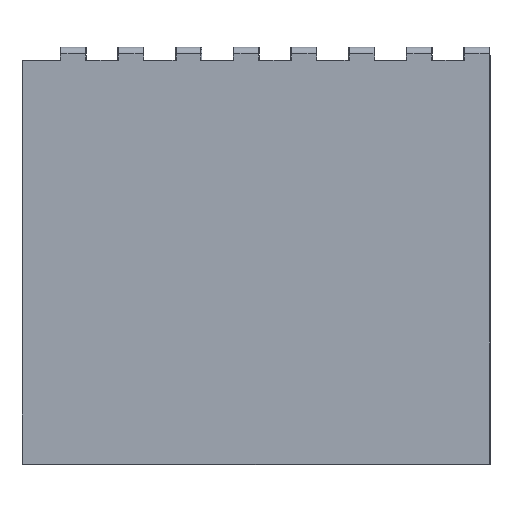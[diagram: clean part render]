
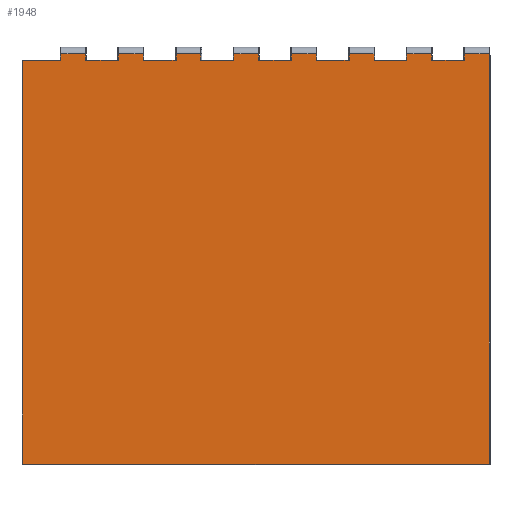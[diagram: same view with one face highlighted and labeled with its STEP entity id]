
A CAD part, top view. The second image highlights one B-rep face of the part: STEP entity #1948.
In plain terms, the highlighted planar face has unit normal (0, 0, 1).
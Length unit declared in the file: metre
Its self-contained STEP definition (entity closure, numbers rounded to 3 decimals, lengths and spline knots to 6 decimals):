
#344=ORIENTED_EDGE('',*,*,#939,.T.);
#345=ORIENTED_EDGE('',*,*,#940,.T.);
#346=ORIENTED_EDGE('',*,*,#941,.F.);
#347=ORIENTED_EDGE('',*,*,#942,.T.);
#348=ORIENTED_EDGE('',*,*,#925,.T.);
#349=ORIENTED_EDGE('',*,*,#943,.T.);
#350=ORIENTED_EDGE('',*,*,#944,.F.);
#351=ORIENTED_EDGE('',*,*,#945,.T.);
#352=ORIENTED_EDGE('',*,*,#917,.T.);
#353=ORIENTED_EDGE('',*,*,#946,.T.);
#354=ORIENTED_EDGE('',*,*,#947,.F.);
#355=ORIENTED_EDGE('',*,*,#948,.T.);
#356=ORIENTED_EDGE('',*,*,#909,.T.);
#357=ORIENTED_EDGE('',*,*,#949,.T.);
#358=ORIENTED_EDGE('',*,*,#950,.F.);
#359=ORIENTED_EDGE('',*,*,#951,.T.);
#360=ORIENTED_EDGE('',*,*,#901,.T.);
#361=ORIENTED_EDGE('',*,*,#952,.T.);
#362=ORIENTED_EDGE('',*,*,#953,.F.);
#363=ORIENTED_EDGE('',*,*,#954,.T.);
#364=ORIENTED_EDGE('',*,*,#893,.T.);
#365=ORIENTED_EDGE('',*,*,#955,.T.);
#366=ORIENTED_EDGE('',*,*,#956,.F.);
#367=ORIENTED_EDGE('',*,*,#957,.T.);
#368=ORIENTED_EDGE('',*,*,#885,.T.);
#369=ORIENTED_EDGE('',*,*,#958,.T.);
#370=ORIENTED_EDGE('',*,*,#959,.F.);
#371=ORIENTED_EDGE('',*,*,#960,.T.);
#372=ORIENTED_EDGE('',*,*,#877,.T.);
#373=ORIENTED_EDGE('',*,*,#961,.T.);
#374=ORIENTED_EDGE('',*,*,#962,.F.);
#375=ORIENTED_EDGE('',*,*,#963,.T.);
#376=ORIENTED_EDGE('',*,*,#869,.T.);
#377=ORIENTED_EDGE('',*,*,#964,.T.);
#869=EDGE_CURVE('',#1167,#1166,#1351,.T.);
#877=EDGE_CURVE('',#1175,#1174,#1355,.T.);
#885=EDGE_CURVE('',#1183,#1182,#1359,.T.);
#893=EDGE_CURVE('',#1191,#1190,#1363,.T.);
#901=EDGE_CURVE('',#1199,#1198,#1367,.T.);
#909=EDGE_CURVE('',#1207,#1206,#1371,.T.);
#917=EDGE_CURVE('',#1215,#1214,#1375,.T.);
#925=EDGE_CURVE('',#1223,#1222,#1379,.T.);
#939=EDGE_CURVE('',#1236,#1237,#1391,.F.);
#940=EDGE_CURVE('',#1237,#1238,#1392,.F.);
#941=EDGE_CURVE('',#1239,#1238,#1393,.T.);
#942=EDGE_CURVE('',#1239,#1223,#1394,.F.);
#943=EDGE_CURVE('',#1222,#1240,#1395,.T.);
#944=EDGE_CURVE('',#1241,#1240,#1396,.T.);
#945=EDGE_CURVE('',#1241,#1215,#1397,.F.);
#946=EDGE_CURVE('',#1214,#1242,#1398,.T.);
#947=EDGE_CURVE('',#1243,#1242,#1399,.T.);
#948=EDGE_CURVE('',#1243,#1207,#1400,.F.);
#949=EDGE_CURVE('',#1206,#1244,#1401,.T.);
#950=EDGE_CURVE('',#1245,#1244,#1402,.T.);
#951=EDGE_CURVE('',#1245,#1199,#1403,.F.);
#952=EDGE_CURVE('',#1198,#1246,#1404,.T.);
#953=EDGE_CURVE('',#1247,#1246,#1405,.T.);
#954=EDGE_CURVE('',#1247,#1191,#1406,.F.);
#955=EDGE_CURVE('',#1190,#1248,#1407,.T.);
#956=EDGE_CURVE('',#1249,#1248,#1408,.T.);
#957=EDGE_CURVE('',#1249,#1183,#1409,.F.);
#958=EDGE_CURVE('',#1182,#1250,#1410,.T.);
#959=EDGE_CURVE('',#1251,#1250,#1411,.T.);
#960=EDGE_CURVE('',#1251,#1175,#1412,.F.);
#961=EDGE_CURVE('',#1174,#1252,#1413,.T.);
#962=EDGE_CURVE('',#1253,#1252,#1414,.T.);
#963=EDGE_CURVE('',#1253,#1167,#1415,.F.);
#964=EDGE_CURVE('',#1166,#1236,#1416,.T.);
#1166=VERTEX_POINT('',#3039);
#1167=VERTEX_POINT('',#3041);
#1174=VERTEX_POINT('',#3055);
#1175=VERTEX_POINT('',#3057);
#1182=VERTEX_POINT('',#3071);
#1183=VERTEX_POINT('',#3073);
#1190=VERTEX_POINT('',#3087);
#1191=VERTEX_POINT('',#3089);
#1198=VERTEX_POINT('',#3103);
#1199=VERTEX_POINT('',#3105);
#1206=VERTEX_POINT('',#3119);
#1207=VERTEX_POINT('',#3121);
#1214=VERTEX_POINT('',#3135);
#1215=VERTEX_POINT('',#3137);
#1222=VERTEX_POINT('',#3151);
#1223=VERTEX_POINT('',#3153);
#1236=VERTEX_POINT('',#3183);
#1237=VERTEX_POINT('',#3184);
#1238=VERTEX_POINT('',#3186);
#1239=VERTEX_POINT('',#3188);
#1240=VERTEX_POINT('',#3191);
#1241=VERTEX_POINT('',#3193);
#1242=VERTEX_POINT('',#3196);
#1243=VERTEX_POINT('',#3198);
#1244=VERTEX_POINT('',#3201);
#1245=VERTEX_POINT('',#3203);
#1246=VERTEX_POINT('',#3206);
#1247=VERTEX_POINT('',#3208);
#1248=VERTEX_POINT('',#3211);
#1249=VERTEX_POINT('',#3213);
#1250=VERTEX_POINT('',#3216);
#1251=VERTEX_POINT('',#3218);
#1252=VERTEX_POINT('',#3221);
#1253=VERTEX_POINT('',#3223);
#1351=LINE('',#3040,#1491);
#1355=LINE('',#3056,#1495);
#1359=LINE('',#3072,#1499);
#1363=LINE('',#3088,#1503);
#1367=LINE('',#3104,#1507);
#1371=LINE('',#3120,#1511);
#1375=LINE('',#3136,#1515);
#1379=LINE('',#3152,#1519);
#1391=LINE('',#3182,#1531);
#1392=LINE('',#3185,#1532);
#1393=LINE('',#3187,#1533);
#1394=LINE('',#3189,#1534);
#1395=LINE('',#3190,#1535);
#1396=LINE('',#3192,#1536);
#1397=LINE('',#3194,#1537);
#1398=LINE('',#3195,#1538);
#1399=LINE('',#3197,#1539);
#1400=LINE('',#3199,#1540);
#1401=LINE('',#3200,#1541);
#1402=LINE('',#3202,#1542);
#1403=LINE('',#3204,#1543);
#1404=LINE('',#3205,#1544);
#1405=LINE('',#3207,#1545);
#1406=LINE('',#3209,#1546);
#1407=LINE('',#3210,#1547);
#1408=LINE('',#3212,#1548);
#1409=LINE('',#3214,#1549);
#1410=LINE('',#3215,#1550);
#1411=LINE('',#3217,#1551);
#1412=LINE('',#3219,#1552);
#1413=LINE('',#3220,#1553);
#1414=LINE('',#3222,#1554);
#1415=LINE('',#3224,#1555);
#1416=LINE('',#3225,#1556);
#1491=VECTOR('',#2363,1.);
#1495=VECTOR('',#2375,1.);
#1499=VECTOR('',#2387,1.);
#1503=VECTOR('',#2399,1.);
#1507=VECTOR('',#2411,1.);
#1511=VECTOR('',#2423,1.);
#1515=VECTOR('',#2435,1.);
#1519=VECTOR('',#2447,1.);
#1531=VECTOR('',#2469,1.);
#1532=VECTOR('',#2470,1.);
#1533=VECTOR('',#2471,1.);
#1534=VECTOR('',#2472,1.);
#1535=VECTOR('',#2473,1.);
#1536=VECTOR('',#2474,1.);
#1537=VECTOR('',#2475,1.);
#1538=VECTOR('',#2476,1.);
#1539=VECTOR('',#2477,1.);
#1540=VECTOR('',#2478,1.);
#1541=VECTOR('',#2479,1.);
#1542=VECTOR('',#2480,1.);
#1543=VECTOR('',#2481,1.);
#1544=VECTOR('',#2482,1.);
#1545=VECTOR('',#2483,1.);
#1546=VECTOR('',#2484,1.);
#1547=VECTOR('',#2485,1.);
#1548=VECTOR('',#2486,1.);
#1549=VECTOR('',#2487,1.);
#1550=VECTOR('',#2488,1.);
#1551=VECTOR('',#2489,1.);
#1552=VECTOR('',#2490,1.);
#1553=VECTOR('',#2491,1.);
#1554=VECTOR('',#2492,1.);
#1555=VECTOR('',#2493,1.);
#1556=VECTOR('',#2494,1.);
#1625=EDGE_LOOP('',(#344,#345,#346,#347,#348,#349,#350,#351,#352,#353,#354,
#355,#356,#357,#358,#359,#360,#361,#362,#363,#364,#365,#366,#367,#368,#369,
#370,#371,#372,#373,#374,#375,#376,#377));
#1771=FACE_BOUND('',#1625,.T.);
#1917=PLANE('',#2115);
#1948=ADVANCED_FACE('',(#1771),#1917,.T.);
#2115=AXIS2_PLACEMENT_3D('',#3181,#2467,#2468);
#2363=DIRECTION('',(-1.,0.,0.));
#2375=DIRECTION('',(-1.,0.,0.));
#2387=DIRECTION('',(-1.,0.,0.));
#2399=DIRECTION('',(-1.,0.,0.));
#2411=DIRECTION('',(-1.,0.,0.));
#2423=DIRECTION('',(-1.,0.,0.));
#2435=DIRECTION('',(-1.,0.,0.));
#2447=DIRECTION('',(-1.,0.,0.));
#2467=DIRECTION('',(0.,0.,1.));
#2468=DIRECTION('',(1.,0.,0.));
#2469=DIRECTION('',(-1.,0.,0.));
#2470=DIRECTION('',(0.,-1.,0.));
#2471=DIRECTION('',(1.,0.,0.));
#2472=DIRECTION('',(0.,1.,0.));
#2473=DIRECTION('',(0.,1.,0.));
#2474=DIRECTION('',(1.,0.,0.));
#2475=DIRECTION('',(0.,1.,0.));
#2476=DIRECTION('',(0.,1.,0.));
#2477=DIRECTION('',(1.,0.,0.));
#2478=DIRECTION('',(0.,1.,0.));
#2479=DIRECTION('',(0.,1.,0.));
#2480=DIRECTION('',(1.,0.,0.));
#2481=DIRECTION('',(0.,1.,0.));
#2482=DIRECTION('',(0.,1.,0.));
#2483=DIRECTION('',(1.,0.,0.));
#2484=DIRECTION('',(0.,1.,0.));
#2485=DIRECTION('',(0.,1.,0.));
#2486=DIRECTION('',(1.,0.,0.));
#2487=DIRECTION('',(0.,1.,0.));
#2488=DIRECTION('',(0.,1.,0.));
#2489=DIRECTION('',(1.,0.,0.));
#2490=DIRECTION('',(0.,1.,0.));
#2491=DIRECTION('',(0.,1.,0.));
#2492=DIRECTION('',(1.,0.,0.));
#2493=DIRECTION('',(0.,1.,0.));
#2494=DIRECTION('',(0.,-1.,0.));
#3039=CARTESIAN_POINT('',(-0.089015,0.077136,0.003));
#3040=CARTESIAN_POINT('',(0.,0.077136,0.003));
#3041=CARTESIAN_POINT('',(-0.074486,0.077136,0.003));
#3055=CARTESIAN_POINT('',(-0.064986,0.077136,0.003));
#3056=CARTESIAN_POINT('',(0.,0.077136,0.003));
#3057=CARTESIAN_POINT('',(-0.052486,0.077136,0.003));
#3071=CARTESIAN_POINT('',(-0.042986,0.077136,0.003));
#3072=CARTESIAN_POINT('',(0.,0.077136,0.003));
#3073=CARTESIAN_POINT('',(-0.030486,0.077136,0.003));
#3087=CARTESIAN_POINT('',(-0.020986,0.077136,0.003));
#3088=CARTESIAN_POINT('',(0.,0.077136,0.003));
#3089=CARTESIAN_POINT('',(-0.008486,0.077136,0.003));
#3103=CARTESIAN_POINT('',(0.001015,0.077136,0.003));
#3104=CARTESIAN_POINT('',(0.,0.077136,0.003));
#3105=CARTESIAN_POINT('',(0.013515,0.077136,0.003));
#3119=CARTESIAN_POINT('',(0.023015,0.077136,0.003));
#3120=CARTESIAN_POINT('',(0.,0.077136,0.003));
#3121=CARTESIAN_POINT('',(0.035515,0.077136,0.003));
#3135=CARTESIAN_POINT('',(0.045015,0.077136,0.003));
#3136=CARTESIAN_POINT('',(0.,0.077136,0.003));
#3137=CARTESIAN_POINT('',(0.057515,0.077136,0.003));
#3151=CARTESIAN_POINT('',(0.067015,0.077136,0.003));
#3152=CARTESIAN_POINT('',(0.,0.077136,0.003));
#3153=CARTESIAN_POINT('',(0.079515,0.077136,0.003));
#3181=CARTESIAN_POINT('',(0.,0.,0.003));
#3182=CARTESIAN_POINT('',(0.,-0.076886,0.003));
#3183=CARTESIAN_POINT('',(-0.089015,-0.076886,0.003));
#3184=CARTESIAN_POINT('',(0.089015,-0.076886,0.003));
#3185=CARTESIAN_POINT('',(0.089015,0.,0.003));
#3186=CARTESIAN_POINT('',(0.089015,0.079636,0.003));
#3187=CARTESIAN_POINT('',(0.079265,0.079636,0.003));
#3188=CARTESIAN_POINT('',(0.079515,0.079636,0.003));
#3189=CARTESIAN_POINT('',(0.079515,0.078386,0.003));
#3190=CARTESIAN_POINT('',(0.067015,0.079636,0.003));
#3191=CARTESIAN_POINT('',(0.067015,0.079636,0.003));
#3192=CARTESIAN_POINT('',(0.057265,0.079636,0.003));
#3193=CARTESIAN_POINT('',(0.057515,0.079636,0.003));
#3194=CARTESIAN_POINT('',(0.057515,0.078386,0.003));
#3195=CARTESIAN_POINT('',(0.045015,0.079636,0.003));
#3196=CARTESIAN_POINT('',(0.045015,0.079636,0.003));
#3197=CARTESIAN_POINT('',(0.035265,0.079636,0.003));
#3198=CARTESIAN_POINT('',(0.035515,0.079636,0.003));
#3199=CARTESIAN_POINT('',(0.035515,0.078386,0.003));
#3200=CARTESIAN_POINT('',(0.023015,0.079636,0.003));
#3201=CARTESIAN_POINT('',(0.023015,0.079636,0.003));
#3202=CARTESIAN_POINT('',(0.013265,0.079636,0.003));
#3203=CARTESIAN_POINT('',(0.013515,0.079636,0.003));
#3204=CARTESIAN_POINT('',(0.013515,0.078386,0.003));
#3205=CARTESIAN_POINT('',(0.001015,0.079636,0.003));
#3206=CARTESIAN_POINT('',(0.001015,0.079636,0.003));
#3207=CARTESIAN_POINT('',(-0.008736,0.079636,0.003));
#3208=CARTESIAN_POINT('',(-0.008486,0.079636,0.003));
#3209=CARTESIAN_POINT('',(-0.008486,0.078386,0.003));
#3210=CARTESIAN_POINT('',(-0.020986,0.079636,0.003));
#3211=CARTESIAN_POINT('',(-0.020986,0.079636,0.003));
#3212=CARTESIAN_POINT('',(-0.030736,0.079636,0.003));
#3213=CARTESIAN_POINT('',(-0.030486,0.079636,0.003));
#3214=CARTESIAN_POINT('',(-0.030486,0.078386,0.003));
#3215=CARTESIAN_POINT('',(-0.042986,0.079636,0.003));
#3216=CARTESIAN_POINT('',(-0.042986,0.079636,0.003));
#3217=CARTESIAN_POINT('',(-0.052736,0.079636,0.003));
#3218=CARTESIAN_POINT('',(-0.052486,0.079636,0.003));
#3219=CARTESIAN_POINT('',(-0.052486,0.078386,0.003));
#3220=CARTESIAN_POINT('',(-0.064986,0.079636,0.003));
#3221=CARTESIAN_POINT('',(-0.064986,0.079636,0.003));
#3222=CARTESIAN_POINT('',(-0.074736,0.079636,0.003));
#3223=CARTESIAN_POINT('',(-0.074486,0.079636,0.003));
#3224=CARTESIAN_POINT('',(-0.074486,0.078386,0.003));
#3225=CARTESIAN_POINT('',(-0.089015,-0.077136,0.003));
